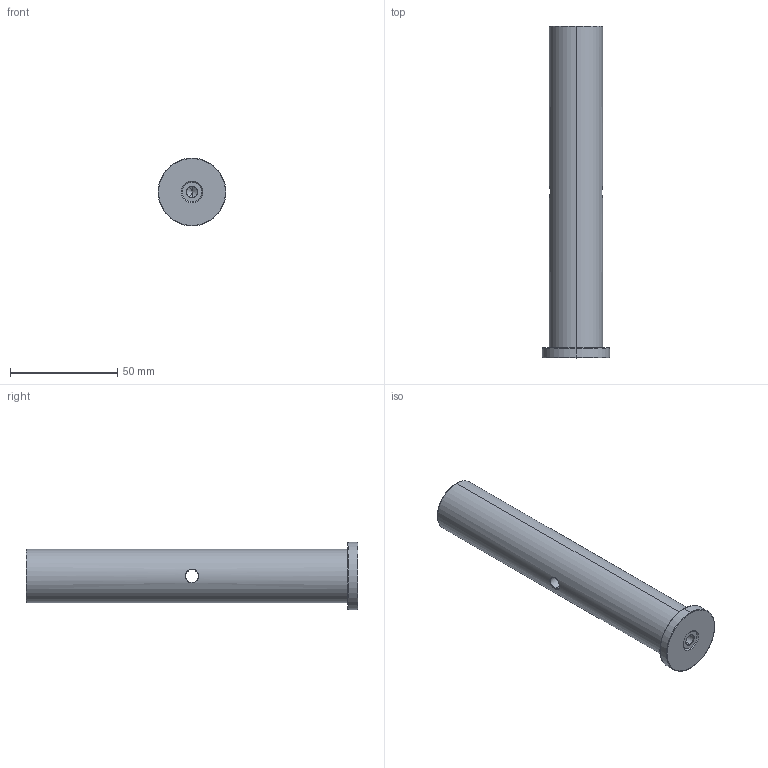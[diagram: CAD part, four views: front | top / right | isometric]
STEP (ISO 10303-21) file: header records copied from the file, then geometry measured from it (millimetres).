
FILE_DESCRIPTION (( 'STEP AP203' ), '1' );
FILE_NAME ('TTN105795-E0W.STEP', '2016-06-17T20:18:16', ( 'admin' ), ( '' ), 'SwSTEP 2.0', 'SolidWorks 2016', '' );
FILE_SCHEMA (( 'CONFIG_CONTROL_DESIGN' ));
Length unit declared in the file: inch
Products named in the file (1): TTN105795-E0W
Bounding box: 31.75 x 155 x 31.75 mm (x, y, z)
Volume: 76287 mm3; surface area: 14550.2 mm2
Topology: 1 solids, 1 shells, 45 faces, 96 edges, 56 vertices
Faces by surface type: cylinder 14, cone 12, torus 8, plane 7, bspline 4
Entity records: 4759 total; most frequent: CARTESIAN_POINT 3720, DIRECTION 214, ORIENTED_EDGE 184, AXIS2_PLACEMENT_3D 94, EDGE_CURVE 92, VERTEX_POINT 56, EDGE_LOOP 54, CIRCLE 52
